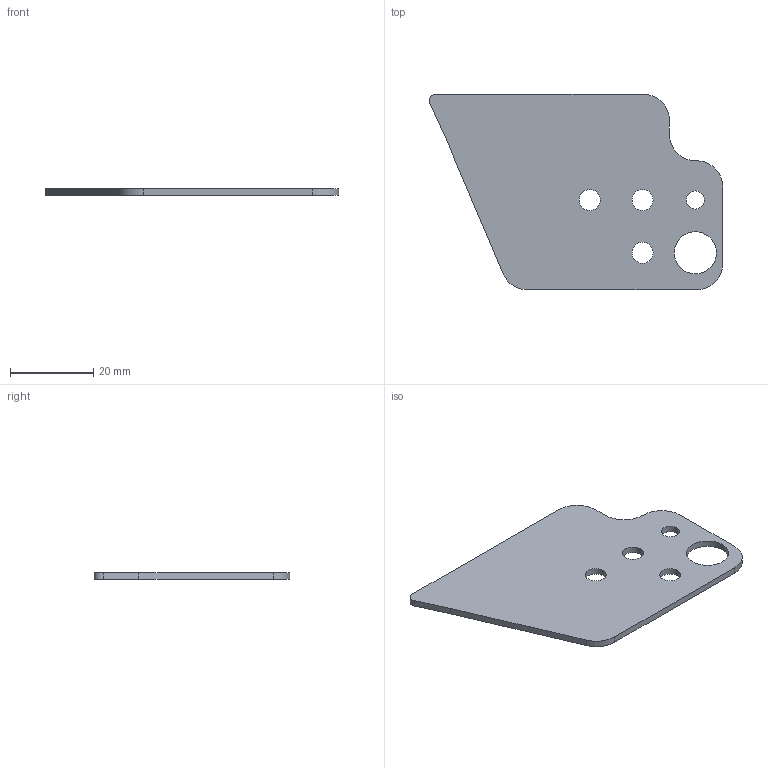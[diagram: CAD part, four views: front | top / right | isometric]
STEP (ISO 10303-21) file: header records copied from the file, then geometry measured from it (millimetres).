
FILE_DESCRIPTION(/* description */ (''),/* implementation_level */ '2;1');
FILE_NAME(/* name */ 'Sleds poly V3.stp',/* time_stamp */ '2024-01-29T16:47:11-08:00',/* author */ ('Robodox'),/* organization */ (''),/* preprocessor_version */ 'ST-DEVELOPER v19',/* originating_system */ 'Autodesk Inventor 2023',/* authorisation */ '');
FILE_SCHEMA (('AUTOMOTIVE_DESIGN { 1 0 10303 214 3 1 1 }'));
Length unit declared in the file: inch
Products named in the file (1): Sleds poly V3
Bounding box: 70.64 x 47.05 x 1.59 mm (x, y, z)
Volume: 3964.4 mm3; surface area: 5472.2 mm2
Topology: 1 solids, 1 shells, 20 faces, 54 edges, 36 vertices
Faces by surface type: cylinder 11, plane 9
Full cylindrical faces by diameter (mm): 4.369 x1, 5.08 x3, 10.16 x1
Entity records: 705 total; most frequent: DIRECTION 118, CARTESIAN_POINT 111, ORIENTED_EDGE 108, EDGE_CURVE 54, AXIS2_PLACEMENT_3D 43, VERTEX_POINT 36, LINE 32, VECTOR 32
